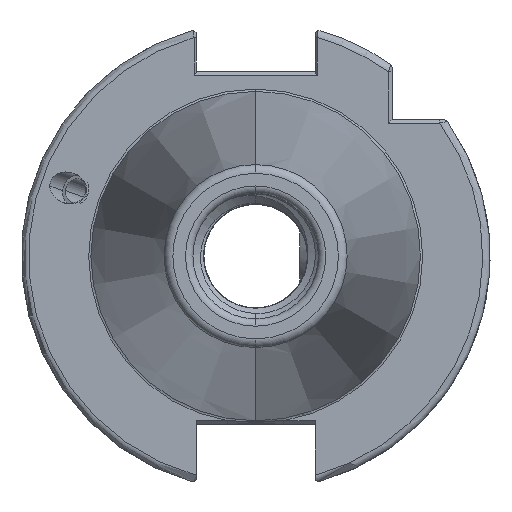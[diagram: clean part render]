
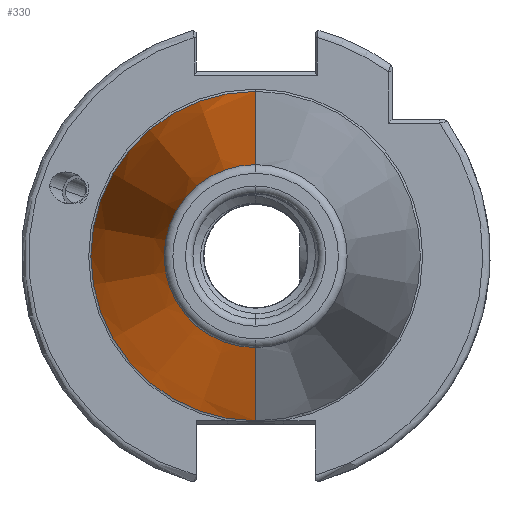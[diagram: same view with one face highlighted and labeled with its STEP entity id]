
A CAD part, left-side view. The second image highlights one B-rep face of the part: STEP entity #330.
In plain terms, the highlighted conical face has half-angle 8.297 degrees and reference radius 22.692 mm.
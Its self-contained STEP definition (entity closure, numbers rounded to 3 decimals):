
#330 = ADVANCED_FACE ( 'NONE', ( #17255 ), #17234, .T. ) ;
#4528 = CARTESIAN_POINT ( 'NONE',  ( -70.573, 0., -12.4 ) ) ;
#4596 = CARTESIAN_POINT ( 'NONE',  ( -70.573, 0., 12.4 ) ) ;
#4616 = CARTESIAN_POINT ( 'NONE',  ( -2.5, 0., -22.327 ) ) ;
#4635 = CARTESIAN_POINT ( 'NONE',  ( -2.5, 0., 22.327 ) ) ;
#6139 = ORIENTED_EDGE ( 'NONE', *, *, #7844, .T. ) ;
#6144 = ORIENTED_EDGE ( 'NONE', *, *, #7814, .T. ) ;
#6177 = ORIENTED_EDGE ( 'NONE', *, *, #7810, .F. ) ;
#6178 = ORIENTED_EDGE ( 'NONE', *, *, #7850, .F. ) ;
#7810 = EDGE_CURVE ( 'NONE', #19115, #19089, #17498, .T. ) ;
#7814 = EDGE_CURVE ( 'NONE', #19034, #19089, #17523, .T. ) ;
#7844 = EDGE_CURVE ( 'NONE', #19021, #19034, #17539, .T. ) ;
#7850 = EDGE_CURVE ( 'NONE', #19021, #19115, #17538, .T. ) ;
#15535 = CARTESIAN_POINT ( 'NONE',  ( 0., 0., 0. ) ) ;
#15550 = DIRECTION ( 'NONE',  ( 0., 0., -1. ) ) ;
#15555 = DIRECTION ( 'NONE',  ( 1., 0., 0. ) ) ;
#16317 = AXIS2_PLACEMENT_3D ( 'NONE', #18910, #18870, #18871 ) ;
#16341 = AXIS2_PLACEMENT_3D ( 'NONE', #17898, #17854, #17917 ) ;
#16539 = AXIS2_PLACEMENT_3D ( 'NONE', #15535, #15555, #15550 ) ;
#17234 = CONICAL_SURFACE ( 'NONE', #16539, 22.692, 0.145 ) ;
#17255 = FACE_OUTER_BOUND ( 'NONE', #19746, .T. ) ;
#17498 = CIRCLE ( 'NONE', #16317, 22.327 ) ;
#17523 = LINE ( 'NONE', #18874, #17536 ) ;
#17536 = VECTOR ( 'NONE', #18890, 1000. ) ;
#17538 = LINE ( 'NONE', #17916, #17541 ) ;
#17539 = CIRCLE ( 'NONE', #16341, 12.4 ) ;
#17541 = VECTOR ( 'NONE', #17950, 1000. ) ;
#17854 = DIRECTION ( 'NONE',  ( 1., 0., 0. ) ) ;
#17898 = CARTESIAN_POINT ( 'NONE',  ( -70.573, 0., 0. ) ) ;
#17916 = CARTESIAN_POINT ( 'NONE',  ( 0., 0., -22.692 ) ) ;
#17917 = DIRECTION ( 'NONE',  ( 0., 0., 1. ) ) ;
#17950 = DIRECTION ( 'NONE',  ( 0.99, 0., -0.144 ) ) ;
#18870 = DIRECTION ( 'NONE',  ( 1., 0., 0. ) ) ;
#18871 = DIRECTION ( 'NONE',  ( 0., 0., -1. ) ) ;
#18874 = CARTESIAN_POINT ( 'NONE',  ( 0., 0., 22.692 ) ) ;
#18890 = DIRECTION ( 'NONE',  ( 0.99, 0., 0.144 ) ) ;
#18910 = CARTESIAN_POINT ( 'NONE',  ( -2.5, 0., 0. ) ) ;
#19021 = VERTEX_POINT ( 'NONE', #4528 ) ;
#19034 = VERTEX_POINT ( 'NONE', #4596 ) ;
#19089 = VERTEX_POINT ( 'NONE', #4635 ) ;
#19115 = VERTEX_POINT ( 'NONE', #4616 ) ;
#19746 = EDGE_LOOP ( 'NONE', ( #6139, #6144, #6177, #6178 ) ) ;
